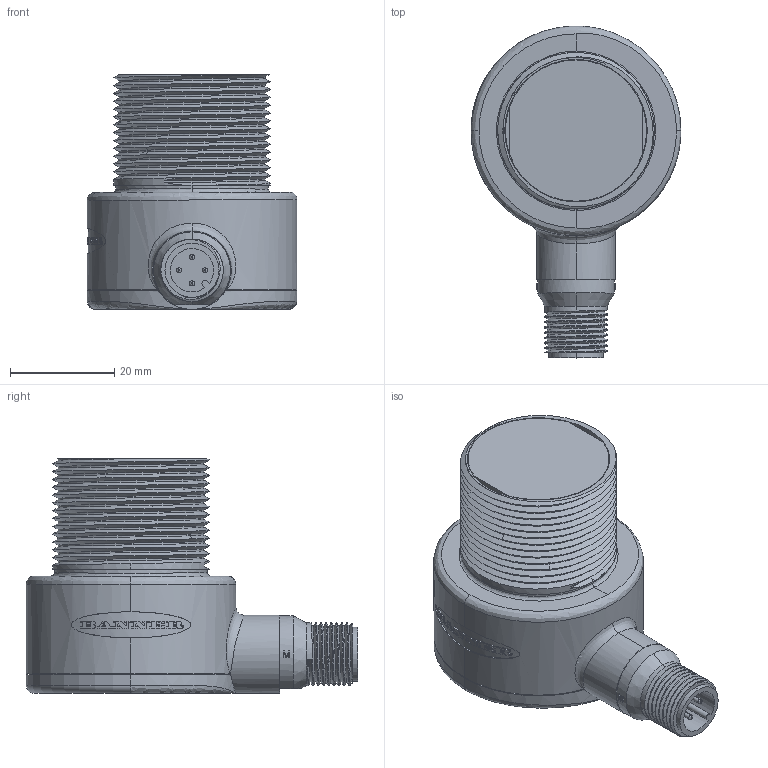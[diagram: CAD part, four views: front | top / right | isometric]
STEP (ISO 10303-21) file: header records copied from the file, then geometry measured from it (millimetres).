
FILE_DESCRIPTION((''),'2;1');
FILE_NAME('155327_SM01_ASM','2022-11-09T10:58:20',('PDMAdmin'),('BANNER ENGINEERING'),'CREO PARAMETRIC BY PTC INC, 2019292','CREO PARAMETRIC BY PTC INC, 2019292','');
FILE_SCHEMA(('CONFIG_CONTROL_DESIGN'));
Length unit declared in the file: millimetre
Products named in the file (2): 155327_EP01; 155327_SM01_ASM
Assembly tree (1 placements, depth 2):
  155327_SM01_ASM
    155327_EP01
Bounding box: 40.18 x 63.56 x 45 mm (x, y, z)
Volume: 45789 mm3; surface area: 11129.8 mm2
Topology: 1 solids, 1 shells, 443 faces, 1234 edges, 815 vertices
Faces by surface type: cylinder 212, plane 181, bspline 33, cone 10, sphere 4, extrusion 2, torus 1
Entity records: 33330 total; most frequent: CARTESIAN_POINT 22705, ORIENTED_EDGE 2456, DIRECTION 1835, EDGE_CURVE 1228, VERTEX_POINT 815, AXIS2_PLACEMENT_3D 650, VECTOR 535, LINE 533
